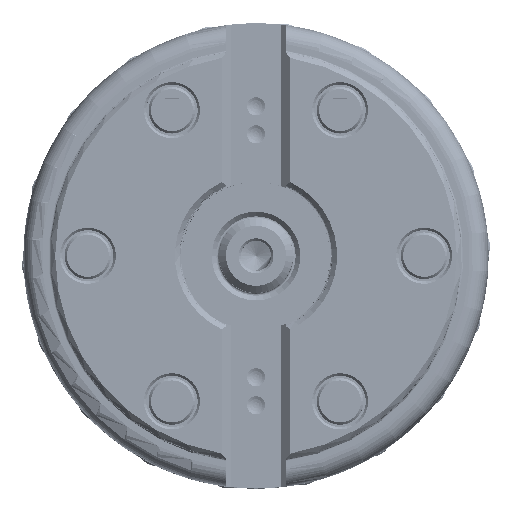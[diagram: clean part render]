
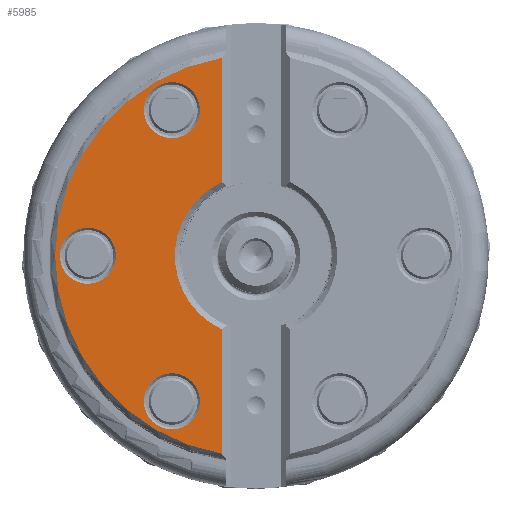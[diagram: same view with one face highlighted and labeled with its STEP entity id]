
A CAD part, top view. The second image highlights one B-rep face of the part: STEP entity #5985.
In plain terms, the highlighted planar face has unit normal (0, 0, 1).
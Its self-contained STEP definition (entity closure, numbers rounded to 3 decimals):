
#2853=PLANE('',#61739);
#3562=FACE_BOUND('',#14002,.T.);
#3563=FACE_BOUND('',#14003,.T.);
#3564=FACE_BOUND('',#14004,.T.);
#3565=FACE_BOUND('',#14005,.T.);
#5985=ADVANCED_FACE('',(#3562,#3563,#3564,#3565),#2853,.T.);
#14002=EDGE_LOOP('',(#26918,#26919,#26920,#26921));
#14003=EDGE_LOOP('',(#26922,#26923,#26924));
#14004=EDGE_LOOP('',(#26925,#26926,#26927));
#14005=EDGE_LOOP('',(#26928,#26929,#26930));
#17603=CIRCLE('',#61720,43.);
#17607=CIRCLE('',#61728,17.375);
#17608=CIRCLE('',#61730,6.);
#17609=CIRCLE('',#61731,6.);
#17610=CIRCLE('',#61732,6.);
#17611=CIRCLE('',#61733,6.);
#17612=CIRCLE('',#61734,6.);
#17613=CIRCLE('',#61735,6.);
#17614=CIRCLE('',#61736,6.);
#17615=CIRCLE('',#61737,6.);
#17616=CIRCLE('',#61738,6.);
#26918=ORIENTED_EDGE('',*,*,#45587,.F.);
#26919=ORIENTED_EDGE('',*,*,#45584,.F.);
#26920=ORIENTED_EDGE('',*,*,#45569,.F.);
#26921=ORIENTED_EDGE('',*,*,#45567,.F.);
#26922=ORIENTED_EDGE('',*,*,#45588,.F.);
#26923=ORIENTED_EDGE('',*,*,#45589,.F.);
#26924=ORIENTED_EDGE('',*,*,#45590,.F.);
#26925=ORIENTED_EDGE('',*,*,#45591,.F.);
#26926=ORIENTED_EDGE('',*,*,#45592,.F.);
#26927=ORIENTED_EDGE('',*,*,#45593,.F.);
#26928=ORIENTED_EDGE('',*,*,#45594,.F.);
#26929=ORIENTED_EDGE('',*,*,#45595,.F.);
#26930=ORIENTED_EDGE('',*,*,#45596,.F.);
#39022=VERTEX_POINT('',#106321);
#39023=VERTEX_POINT('',#106323);
#39024=VERTEX_POINT('',#106332);
#39036=VERTEX_POINT('',#106412);
#39037=VERTEX_POINT('',#106424);
#39038=VERTEX_POINT('',#106425);
#39039=VERTEX_POINT('',#106427);
#39040=VERTEX_POINT('',#106430);
#39041=VERTEX_POINT('',#106431);
#39042=VERTEX_POINT('',#106433);
#39043=VERTEX_POINT('',#106436);
#39044=VERTEX_POINT('',#106437);
#39045=VERTEX_POINT('',#106439);
#45567=EDGE_CURVE('',#39022,#39023,#51751,.T.);
#45569=EDGE_CURVE('',#39023,#39024,#17603,.T.);
#45584=EDGE_CURVE('',#39024,#39036,#51760,.T.);
#45587=EDGE_CURVE('',#39036,#39022,#17607,.T.);
#45588=EDGE_CURVE('',#39037,#39038,#17608,.T.);
#45589=EDGE_CURVE('',#39039,#39037,#17609,.T.);
#45590=EDGE_CURVE('',#39038,#39039,#17610,.T.);
#45591=EDGE_CURVE('',#39040,#39041,#17611,.T.);
#45592=EDGE_CURVE('',#39042,#39040,#17612,.T.);
#45593=EDGE_CURVE('',#39041,#39042,#17613,.T.);
#45594=EDGE_CURVE('',#39043,#39044,#17614,.T.);
#45595=EDGE_CURVE('',#39045,#39043,#17615,.T.);
#45596=EDGE_CURVE('',#39044,#39045,#17616,.T.);
#51751=LINE('',#106322,#54944);
#51760=LINE('',#106411,#54953);
#54944=VECTOR('',#72810,1.);
#54953=VECTOR('',#72833,1.);
#61720=AXIS2_PLACEMENT_3D('',#106331,#72813,#72814);
#61728=AXIS2_PLACEMENT_3D('',#106421,#72838,#72839);
#61730=AXIS2_PLACEMENT_3D('',#106423,#72842,#72843);
#61731=AXIS2_PLACEMENT_3D('',#106426,#72844,#72845);
#61732=AXIS2_PLACEMENT_3D('',#106428,#72846,#72847);
#61733=AXIS2_PLACEMENT_3D('',#106429,#72848,#72849);
#61734=AXIS2_PLACEMENT_3D('',#106432,#72850,#72851);
#61735=AXIS2_PLACEMENT_3D('',#106434,#72852,#72853);
#61736=AXIS2_PLACEMENT_3D('',#106435,#72854,#72855);
#61737=AXIS2_PLACEMENT_3D('',#106438,#72856,#72857);
#61738=AXIS2_PLACEMENT_3D('',#106440,#72858,#72859);
#61739=AXIS2_PLACEMENT_3D('',#106441,#72860,#72861);
#72810=DIRECTION('',(0.,-1.,0.));
#72813=DIRECTION('',(0.,0.,-1.));
#72814=DIRECTION('',(-0.171,-0.985,0.));
#72833=DIRECTION('',(0.,-1.,0.));
#72838=DIRECTION('',(0.,0.,1.));
#72839=DIRECTION('',(-0.423,0.906,0.));
#72842=DIRECTION('',(0.,0.,1.));
#72843=DIRECTION('',(0.707,-0.707,0.));
#72844=DIRECTION('',(0.,0.,1.));
#72845=DIRECTION('',(0.259,-0.966,0.));
#72846=DIRECTION('',(0.,0.,1.));
#72847=DIRECTION('',(-0.259,0.966,0.));
#72848=DIRECTION('',(0.,0.,1.));
#72849=DIRECTION('',(0.707,-0.707,0.));
#72850=DIRECTION('',(0.,0.,1.));
#72851=DIRECTION('',(-0.707,-0.707,0.));
#72852=DIRECTION('',(0.,0.,1.));
#72853=DIRECTION('',(0.707,0.707,0.));
#72854=DIRECTION('',(0.,0.,1.));
#72855=DIRECTION('',(0.966,-0.259,0.));
#72856=DIRECTION('',(0.,0.,1.));
#72857=DIRECTION('',(0.707,-0.707,0.));
#72858=DIRECTION('',(0.,0.,1.));
#72859=DIRECTION('',(-0.966,0.259,0.));
#72860=DIRECTION('',(0.,0.,1.));
#72861=DIRECTION('',(0.707,0.707,0.));
#106321=CARTESIAN_POINT('',(-7.35,-15.744,0.));
#106322=CARTESIAN_POINT('',(-7.35,-15.744,0.));
#106323=CARTESIAN_POINT('',(-7.35,-42.367,0.));
#106331=CARTESIAN_POINT('',(0.,0.,0.));
#106332=CARTESIAN_POINT('',(-7.35,42.367,0.));
#106411=CARTESIAN_POINT('',(-7.35,42.367,0.));
#106412=CARTESIAN_POINT('',(-7.35,15.744,0.));
#106421=CARTESIAN_POINT('',(0.,0.,0.));
#106423=CARTESIAN_POINT('',(-18.,-31.177,0.));
#106424=CARTESIAN_POINT('',(-13.757,-35.42,0.));
#106425=CARTESIAN_POINT('',(-19.553,-25.381,0.));
#106426=CARTESIAN_POINT('',(-18.,-31.177,0.));
#106427=CARTESIAN_POINT('',(-16.447,-36.972,0.));
#106428=CARTESIAN_POINT('',(-18.,-31.177,0.));
#106429=CARTESIAN_POINT('',(-36.,0.,0.));
#106430=CARTESIAN_POINT('',(-31.757,-4.243,0.));
#106431=CARTESIAN_POINT('',(-31.757,4.243,0.));
#106432=CARTESIAN_POINT('',(-36.,0.,0.));
#106433=CARTESIAN_POINT('',(-40.243,-4.243,0.));
#106434=CARTESIAN_POINT('',(-36.,0.,0.));
#106435=CARTESIAN_POINT('',(-18.,31.177,0.));
#106436=CARTESIAN_POINT('',(-12.204,29.624,0.));
#106437=CARTESIAN_POINT('',(-23.796,32.73,0.));
#106438=CARTESIAN_POINT('',(-18.,31.177,0.));
#106439=CARTESIAN_POINT('',(-13.757,26.934,0.));
#106440=CARTESIAN_POINT('',(-18.,31.177,0.));
#106441=CARTESIAN_POINT('',(-12.91,0.,0.));
